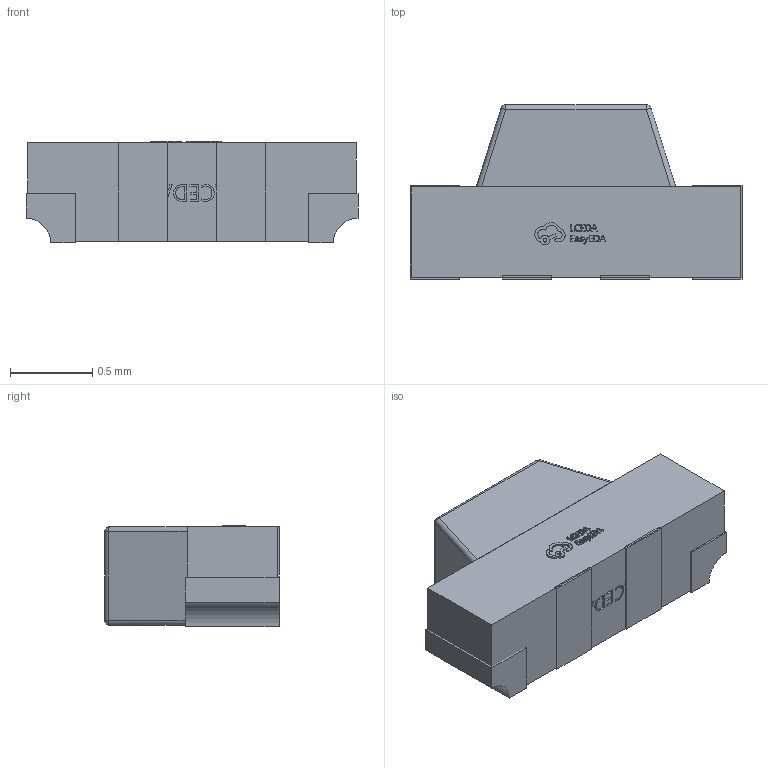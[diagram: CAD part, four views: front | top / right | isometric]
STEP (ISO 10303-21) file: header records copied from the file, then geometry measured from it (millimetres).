
FILE_DESCRIPTION (( 'STEP AP214' ), '1' );
FILE_NAME ('LED-SMD_4P-L2.0-W1.1-H0.6.step', '2022-07-08T12:05:54', ( '' ), ( '' ), 'SwSTEP 2.0', 'SolidWorks 2020', '' );
FILE_SCHEMA (( 'AUTOMOTIVE_DESIGN' ));
Length unit declared in the file: millimetre
Products named in the file (1): LED-SMD_4P-L2.0-W1.1-H0.6
Bounding box: 2.02 x 1.06 x 0.62 mm (x, y, z)
Volume: 1 mm3; surface area: 9.7 mm2
Topology: 5 solids, 5 shells, 334 faces, 886 edges, 584 vertices
Faces by surface type: plane 207, bspline 112, cylinder 11, sphere 4
Entity records: 15153 total; most frequent: CARTESIAN_POINT 3917, ORIENTED_EDGE 1764, DIRECTION 1114, EDGE_CURVE 882, LINE 632, VECTOR 632, VERTEX_POINT 584, EDGE_LOOP 360
